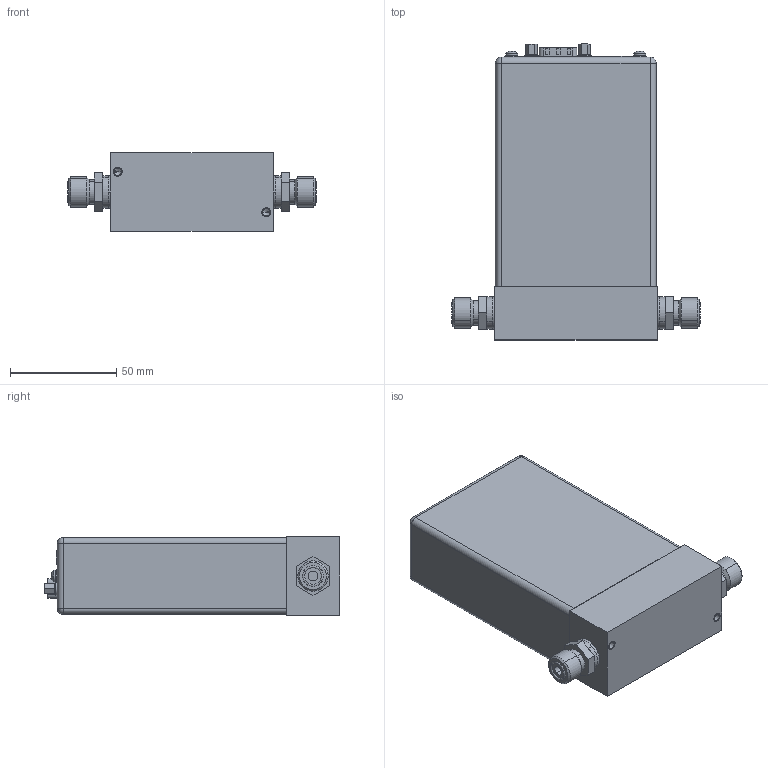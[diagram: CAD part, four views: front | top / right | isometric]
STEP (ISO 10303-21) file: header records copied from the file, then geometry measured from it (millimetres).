
FILE_DESCRIPTION((''),'2;1');
FILE_NAME('RS485_4VCO_ASM','2013-10-29T',('cockrofm'),('MKS Instruments, Inc.'),'PRO/ENGINEER BY PARAMETRIC TECHNOLOGY CORPORATION, 2009060','PRO/ENGINEER BY PARAMETRIC TECHNOLOGY CORPORATION, 2009060','');
FILE_SCHEMA(('AUTOMOTIVE_DESIGN { 1 2 10303 214 0 1 1 1 }'));
Length unit declared in the file: inch
Products named in the file (12): 118253_DUMMY_OUTLINE; 116159_FITTING_4VCO; 4VCO_ASM; 1038688_CONN_RJ45; 1041560_BRACKET; 1041562_ENCLOSURE_SOLID-TOP; 119937-P9_SMALL-SINGLE; 1036797; 1016309-003; 185-3740; 1011702-002_4-40_PAN-HD-SEMS; RS485_4VCO_ASM
Assembly tree (15 placements, depth 3):
  RS485_4VCO_ASM
    4VCO_ASM
      118253_DUMMY_OUTLINE
      116159_FITTING_4VCO  x2
    1038688_CONN_RJ45
    1041560_BRACKET
    1041562_ENCLOSURE_SOLID-TOP
    119937-P9_SMALL-SINGLE
    1036797
    1016309-003  x2
    185-3740  x2
    1011702-002_4-40_PAN-HD-SEMS  x2
Bounding box: 116.92 x 139.17 x 36.83 mm (x, y, z)
Volume: 105116 mm3; surface area: 78080.7 mm2
Topology: 14 solids, 22 shells, 947 faces, 2304 edges, 1454 vertices
Faces by surface type: plane 483, cylinder 268, torus 60, bspline 58, cone 40, extrusion 24, sphere 14
Entity records: 32141 total; most frequent: CARTESIAN_POINT 5941, DIRECTION 4138, ORIENTED_EDGE 3944, EDGE_CURVE 1984, PRESENTATION_STYLE_ASSIGNMENT 1798, STYLED_ITEM 1699, CURVE_STYLE 1692, AXIS2_PLACEMENT_3D 1448
